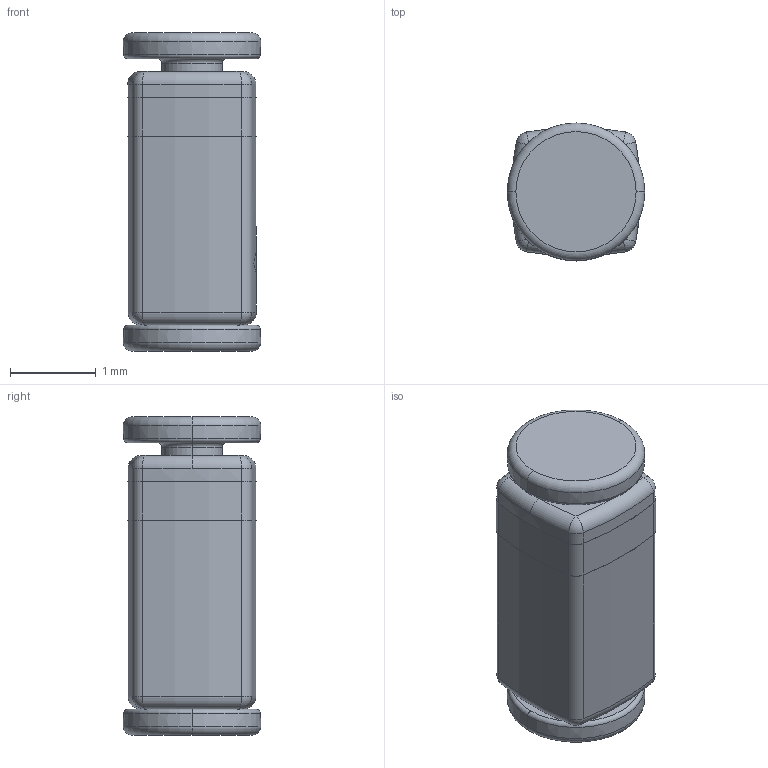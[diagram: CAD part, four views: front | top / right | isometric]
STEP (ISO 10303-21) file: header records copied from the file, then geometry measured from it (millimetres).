
FILE_DESCRIPTION (( 'STEP AP214' ), '1' );
FILE_NAME ('BZT55C4V7-GS08.STEP', '2022-10-25T13:11:24', ( '' ), ( '' ), 'SwSTEP 2.0', 'SolidWorks 2022', '' );
FILE_SCHEMA (( 'AUTOMOTIVE_DESIGN' ));
Length unit declared in the file: millimetre
Products named in the file (2): BZT55C4V7-GS08
Assembly tree (1 placements, depth 2):
  BZT55C4V7-GS08
    BZT55C4V7-GS08
Bounding box: 1.6 x 1.6 x 3.7 mm (x, y, z)
Volume: 7.3 mm3; surface area: 28.3 mm2
Topology: 1 solids, 1 shells, 77 faces, 224 edges, 164 vertices
Faces by surface type: cylinder 35, torus 22, plane 8, sphere 8, bspline 4
Entity records: 3360 total; most frequent: CARTESIAN_POINT 821, ORIENTED_EDGE 448, DIRECTION 436, EDGE_CURVE 224, AXIS2_PLACEMENT_3D 199, VERTEX_POINT 164, CIRCLE 122, EDGE_LOOP 92
